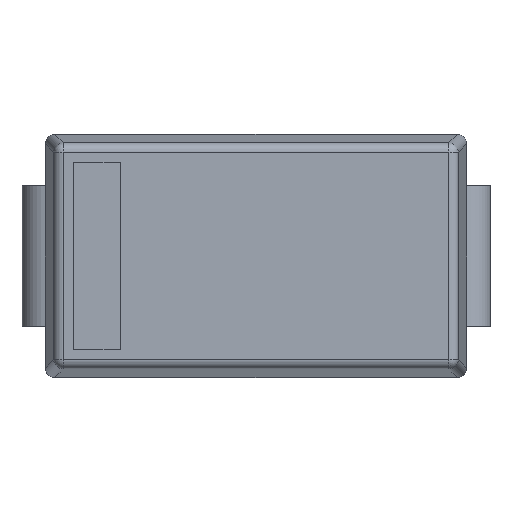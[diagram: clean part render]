
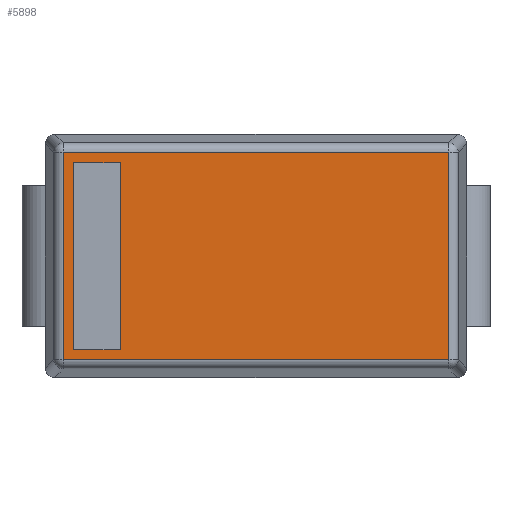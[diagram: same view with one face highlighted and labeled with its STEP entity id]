
A CAD part, top view. The second image highlights one B-rep face of the part: STEP entity #5898.
In plain terms, the highlighted planar face has unit normal (0, 0, 1).
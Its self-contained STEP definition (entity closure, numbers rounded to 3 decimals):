
#4992 = CYLINDRICAL_SURFACE('',#4993,0.1);
#4993 = AXIS2_PLACEMENT_3D('',#4994,#4995,#4996);
#4994 = CARTESIAN_POINT('',(2.15,1.107,2.05));
#4995 = DIRECTION('',(-1.,-0.,-0.));
#4996 = DIRECTION('',(0.,0.993,0.115));
#5292 = CYLINDRICAL_SURFACE('',#5293,0.1);
#5293 = AXIS2_PLACEMENT_3D('',#5294,#5295,#5296);
#5294 = CARTESIAN_POINT('',(2.15,-1.107,2.05));
#5295 = DIRECTION('',(-1.,-0.,-0.));
#5296 = DIRECTION('',(0.,-0.993,0.115));
#5527 = VERTEX_POINT('',#5528);
#5528 = CARTESIAN_POINT('',(2.06,1.107,2.15));
#5548 = EDGE_CURVE('',#5527,#5549,#5551,.T.);
#5549 = VERTEX_POINT('',#5550);
#5550 = CARTESIAN_POINT('',(-2.06,1.107,2.15));
#5551 = SURFACE_CURVE('',#5552,(#5556,#5563),.PCURVE_S1.);
#5552 = LINE('',#5553,#5554);
#5553 = CARTESIAN_POINT('',(2.15,1.107,2.15));
#5554 = VECTOR('',#5555,1.);
#5555 = DIRECTION('',(-1.,-0.,-0.));
#5556 = PCURVE('',#4992,#5557);
#5557 = DEFINITIONAL_REPRESENTATION('',(#5558),#5562);
#5558 = LINE('',#5559,#5560);
#5559 = CARTESIAN_POINT('',(-1.455,0.));
#5560 = VECTOR('',#5561,1.);
#5561 = DIRECTION('',(-0.,1.));
#5562 = ( GEOMETRIC_REPRESENTATION_CONTEXT(2) 
PARAMETRIC_REPRESENTATION_CONTEXT() REPRESENTATION_CONTEXT('2D SPACE',''
  ) );
#5563 = PCURVE('',#5564,#5569);
#5564 = PLANE('',#5565);
#5565 = AXIS2_PLACEMENT_3D('',#5566,#5567,#5568);
#5566 = CARTESIAN_POINT('',(-2.15,1.3,2.15));
#5567 = DIRECTION('',(0.,0.,1.));
#5568 = DIRECTION('',(1.,0.,0.));
#5569 = DEFINITIONAL_REPRESENTATION('',(#5570),#5574);
#5570 = LINE('',#5571,#5572);
#5571 = CARTESIAN_POINT('',(4.3,-0.193));
#5572 = VECTOR('',#5573,1.);
#5573 = DIRECTION('',(-1.,0.));
#5574 = ( GEOMETRIC_REPRESENTATION_CONTEXT(2) 
PARAMETRIC_REPRESENTATION_CONTEXT() REPRESENTATION_CONTEXT('2D SPACE',''
  ) );
#5714 = VERTEX_POINT('',#5715);
#5715 = CARTESIAN_POINT('',(2.06,-1.107,2.15));
#5735 = EDGE_CURVE('',#5714,#5736,#5738,.T.);
#5736 = VERTEX_POINT('',#5737);
#5737 = CARTESIAN_POINT('',(-2.06,-1.107,2.15));
#5738 = SURFACE_CURVE('',#5739,(#5743,#5750),.PCURVE_S1.);
#5739 = LINE('',#5740,#5741);
#5740 = CARTESIAN_POINT('',(2.15,-1.107,2.15));
#5741 = VECTOR('',#5742,1.);
#5742 = DIRECTION('',(-1.,-0.,-0.));
#5743 = PCURVE('',#5292,#5744);
#5744 = DEFINITIONAL_REPRESENTATION('',(#5745),#5749);
#5745 = LINE('',#5746,#5747);
#5746 = CARTESIAN_POINT('',(1.455,0.));
#5747 = VECTOR('',#5748,1.);
#5748 = DIRECTION('',(0.,1.));
#5749 = ( GEOMETRIC_REPRESENTATION_CONTEXT(2) 
PARAMETRIC_REPRESENTATION_CONTEXT() REPRESENTATION_CONTEXT('2D SPACE',''
  ) );
#5750 = PCURVE('',#5564,#5751);
#5751 = DEFINITIONAL_REPRESENTATION('',(#5752),#5756);
#5752 = LINE('',#5753,#5754);
#5753 = CARTESIAN_POINT('',(4.3,-2.407));
#5754 = VECTOR('',#5755,1.);
#5755 = DIRECTION('',(-1.,0.));
#5756 = ( GEOMETRIC_REPRESENTATION_CONTEXT(2) 
PARAMETRIC_REPRESENTATION_CONTEXT() REPRESENTATION_CONTEXT('2D SPACE',''
  ) );
#5804 = CYLINDRICAL_SURFACE('',#5805,0.1);
#5805 = AXIS2_PLACEMENT_3D('',#5806,#5807,#5808);
#5806 = CARTESIAN_POINT('',(2.06,1.196,2.05));
#5807 = DIRECTION('',(0.,-1.,0.));
#5808 = DIRECTION('',(0.994,0.,0.11));
#5861 = CYLINDRICAL_SURFACE('',#5862,0.1);
#5862 = AXIS2_PLACEMENT_3D('',#5863,#5864,#5865);
#5863 = CARTESIAN_POINT('',(-2.06,1.196,2.05));
#5864 = DIRECTION('',(0.,-1.,0.));
#5865 = DIRECTION('',(-0.994,0.,0.11)
  );
#5898 = ADVANCED_FACE('',(#5899,#5945),#5564,.T.);
#5899 = FACE_BOUND('',#5900,.T.);
#5900 = EDGE_LOOP('',(#5901,#5902,#5923,#5924));
#5901 = ORIENTED_EDGE('',*,*,#5548,.T.);
#5902 = ORIENTED_EDGE('',*,*,#5903,.T.);
#5903 = EDGE_CURVE('',#5549,#5736,#5904,.T.);
#5904 = SURFACE_CURVE('',#5905,(#5909,#5916),.PCURVE_S1.);
#5905 = LINE('',#5906,#5907);
#5906 = CARTESIAN_POINT('',(-2.06,1.196,2.15));
#5907 = VECTOR('',#5908,1.);
#5908 = DIRECTION('',(0.,-1.,0.));
#5909 = PCURVE('',#5564,#5910);
#5910 = DEFINITIONAL_REPRESENTATION('',(#5911),#5915);
#5911 = LINE('',#5912,#5913);
#5912 = CARTESIAN_POINT('',(0.09,-0.104));
#5913 = VECTOR('',#5914,1.);
#5914 = DIRECTION('',(0.,-1.));
#5915 = ( GEOMETRIC_REPRESENTATION_CONTEXT(2) 
PARAMETRIC_REPRESENTATION_CONTEXT() REPRESENTATION_CONTEXT('2D SPACE',''
  ) );
#5916 = PCURVE('',#5861,#5917);
#5917 = DEFINITIONAL_REPRESENTATION('',(#5918),#5922);
#5918 = LINE('',#5919,#5920);
#5919 = CARTESIAN_POINT('',(-1.46,0.));
#5920 = VECTOR('',#5921,1.);
#5921 = DIRECTION('',(-0.,1.));
#5922 = ( GEOMETRIC_REPRESENTATION_CONTEXT(2) 
PARAMETRIC_REPRESENTATION_CONTEXT() REPRESENTATION_CONTEXT('2D SPACE',''
  ) );
#5923 = ORIENTED_EDGE('',*,*,#5735,.F.);
#5924 = ORIENTED_EDGE('',*,*,#5925,.F.);
#5925 = EDGE_CURVE('',#5527,#5714,#5926,.T.);
#5926 = SURFACE_CURVE('',#5927,(#5931,#5938),.PCURVE_S1.);
#5927 = LINE('',#5928,#5929);
#5928 = CARTESIAN_POINT('',(2.06,1.196,2.15));
#5929 = VECTOR('',#5930,1.);
#5930 = DIRECTION('',(0.,-1.,0.));
#5931 = PCURVE('',#5564,#5932);
#5932 = DEFINITIONAL_REPRESENTATION('',(#5933),#5937);
#5933 = LINE('',#5934,#5935);
#5934 = CARTESIAN_POINT('',(4.21,-0.104));
#5935 = VECTOR('',#5936,1.);
#5936 = DIRECTION('',(0.,-1.));
#5937 = ( GEOMETRIC_REPRESENTATION_CONTEXT(2) 
PARAMETRIC_REPRESENTATION_CONTEXT() REPRESENTATION_CONTEXT('2D SPACE',''
  ) );
#5938 = PCURVE('',#5804,#5939);
#5939 = DEFINITIONAL_REPRESENTATION('',(#5940),#5944);
#5940 = LINE('',#5941,#5942);
#5941 = CARTESIAN_POINT('',(1.46,0.));
#5942 = VECTOR('',#5943,1.);
#5943 = DIRECTION('',(0.,1.));
#5944 = ( GEOMETRIC_REPRESENTATION_CONTEXT(2) 
PARAMETRIC_REPRESENTATION_CONTEXT() REPRESENTATION_CONTEXT('2D SPACE',''
  ) );
#5945 = FACE_BOUND('',#5946,.T.);
#5946 = EDGE_LOOP('',(#5947,#5977,#6000,#6023));
#5947 = ORIENTED_EDGE('',*,*,#5948,.T.);
#5948 = EDGE_CURVE('',#5949,#5951,#5953,.T.);
#5949 = VERTEX_POINT('',#5950);
#5950 = CARTESIAN_POINT('',(-1.95,-1.003,2.15));
#5951 = VERTEX_POINT('',#5952);
#5952 = CARTESIAN_POINT('',(-1.95,0.997,2.15));
#5953 = SURFACE_CURVE('',#5954,(#5958,#5965),.PCURVE_S1.);
#5954 = LINE('',#5955,#5956);
#5955 = CARTESIAN_POINT('',(-1.95,-1.003,2.15));
#5956 = VECTOR('',#5957,1.);
#5957 = DIRECTION('',(0.,1.,0.));
#5958 = PCURVE('',#5564,#5959);
#5959 = DEFINITIONAL_REPRESENTATION('',(#5960),#5964);
#5960 = LINE('',#5961,#5962);
#5961 = CARTESIAN_POINT('',(0.2,-2.303));
#5962 = VECTOR('',#5963,1.);
#5963 = DIRECTION('',(0.,1.));
#5964 = ( GEOMETRIC_REPRESENTATION_CONTEXT(2) 
PARAMETRIC_REPRESENTATION_CONTEXT() REPRESENTATION_CONTEXT('2D SPACE',''
  ) );
#5965 = PCURVE('',#5966,#5971);
#5966 = PLANE('',#5967);
#5967 = AXIS2_PLACEMENT_3D('',#5968,#5969,#5970);
#5968 = CARTESIAN_POINT('',(-2.15,1.3,2.15));
#5969 = DIRECTION('',(0.,0.,1.));
#5970 = DIRECTION('',(1.,0.,0.));
#5971 = DEFINITIONAL_REPRESENTATION('',(#5972),#5976);
#5972 = LINE('',#5973,#5974);
#5973 = CARTESIAN_POINT('',(0.2,-2.303));
#5974 = VECTOR('',#5975,1.);
#5975 = DIRECTION('',(0.,1.));
#5976 = ( GEOMETRIC_REPRESENTATION_CONTEXT(2) 
PARAMETRIC_REPRESENTATION_CONTEXT() REPRESENTATION_CONTEXT('2D SPACE',''
  ) );
#5977 = ORIENTED_EDGE('',*,*,#5978,.T.);
#5978 = EDGE_CURVE('',#5951,#5979,#5981,.T.);
#5979 = VERTEX_POINT('',#5980);
#5980 = CARTESIAN_POINT('',(-1.45,0.997,2.15));
#5981 = SURFACE_CURVE('',#5982,(#5986,#5993),.PCURVE_S1.);
#5982 = LINE('',#5983,#5984);
#5983 = CARTESIAN_POINT('',(-1.95,0.997,2.15));
#5984 = VECTOR('',#5985,1.);
#5985 = DIRECTION('',(1.,0.,0.));
#5986 = PCURVE('',#5564,#5987);
#5987 = DEFINITIONAL_REPRESENTATION('',(#5988),#5992);
#5988 = LINE('',#5989,#5990);
#5989 = CARTESIAN_POINT('',(0.2,-0.303));
#5990 = VECTOR('',#5991,1.);
#5991 = DIRECTION('',(1.,0.));
#5992 = ( GEOMETRIC_REPRESENTATION_CONTEXT(2) 
PARAMETRIC_REPRESENTATION_CONTEXT() REPRESENTATION_CONTEXT('2D SPACE',''
  ) );
#5993 = PCURVE('',#5966,#5994);
#5994 = DEFINITIONAL_REPRESENTATION('',(#5995),#5999);
#5995 = LINE('',#5996,#5997);
#5996 = CARTESIAN_POINT('',(0.2,-0.303));
#5997 = VECTOR('',#5998,1.);
#5998 = DIRECTION('',(1.,0.));
#5999 = ( GEOMETRIC_REPRESENTATION_CONTEXT(2) 
PARAMETRIC_REPRESENTATION_CONTEXT() REPRESENTATION_CONTEXT('2D SPACE',''
  ) );
#6000 = ORIENTED_EDGE('',*,*,#6001,.T.);
#6001 = EDGE_CURVE('',#5979,#6002,#6004,.T.);
#6002 = VERTEX_POINT('',#6003);
#6003 = CARTESIAN_POINT('',(-1.45,-1.003,2.15));
#6004 = SURFACE_CURVE('',#6005,(#6009,#6016),.PCURVE_S1.);
#6005 = LINE('',#6006,#6007);
#6006 = CARTESIAN_POINT('',(-1.45,0.997,2.15));
#6007 = VECTOR('',#6008,1.);
#6008 = DIRECTION('',(0.,-1.,0.));
#6009 = PCURVE('',#5564,#6010);
#6010 = DEFINITIONAL_REPRESENTATION('',(#6011),#6015);
#6011 = LINE('',#6012,#6013);
#6012 = CARTESIAN_POINT('',(0.7,-0.303));
#6013 = VECTOR('',#6014,1.);
#6014 = DIRECTION('',(0.,-1.));
#6015 = ( GEOMETRIC_REPRESENTATION_CONTEXT(2) 
PARAMETRIC_REPRESENTATION_CONTEXT() REPRESENTATION_CONTEXT('2D SPACE',''
  ) );
#6016 = PCURVE('',#5966,#6017);
#6017 = DEFINITIONAL_REPRESENTATION('',(#6018),#6022);
#6018 = LINE('',#6019,#6020);
#6019 = CARTESIAN_POINT('',(0.7,-0.303));
#6020 = VECTOR('',#6021,1.);
#6021 = DIRECTION('',(0.,-1.));
#6022 = ( GEOMETRIC_REPRESENTATION_CONTEXT(2) 
PARAMETRIC_REPRESENTATION_CONTEXT() REPRESENTATION_CONTEXT('2D SPACE',''
  ) );
#6023 = ORIENTED_EDGE('',*,*,#6024,.T.);
#6024 = EDGE_CURVE('',#6002,#5949,#6025,.T.);
#6025 = SURFACE_CURVE('',#6026,(#6030,#6037),.PCURVE_S1.);
#6026 = LINE('',#6027,#6028);
#6027 = CARTESIAN_POINT('',(-1.45,-1.003,2.15));
#6028 = VECTOR('',#6029,1.);
#6029 = DIRECTION('',(-1.,0.,0.));
#6030 = PCURVE('',#5564,#6031);
#6031 = DEFINITIONAL_REPRESENTATION('',(#6032),#6036);
#6032 = LINE('',#6033,#6034);
#6033 = CARTESIAN_POINT('',(0.7,-2.303));
#6034 = VECTOR('',#6035,1.);
#6035 = DIRECTION('',(-1.,0.));
#6036 = ( GEOMETRIC_REPRESENTATION_CONTEXT(2) 
PARAMETRIC_REPRESENTATION_CONTEXT() REPRESENTATION_CONTEXT('2D SPACE',''
  ) );
#6037 = PCURVE('',#5966,#6038);
#6038 = DEFINITIONAL_REPRESENTATION('',(#6039),#6043);
#6039 = LINE('',#6040,#6041);
#6040 = CARTESIAN_POINT('',(0.7,-2.303));
#6041 = VECTOR('',#6042,1.);
#6042 = DIRECTION('',(-1.,0.));
#6043 = ( GEOMETRIC_REPRESENTATION_CONTEXT(2) 
PARAMETRIC_REPRESENTATION_CONTEXT() REPRESENTATION_CONTEXT('2D SPACE',''
  ) );
